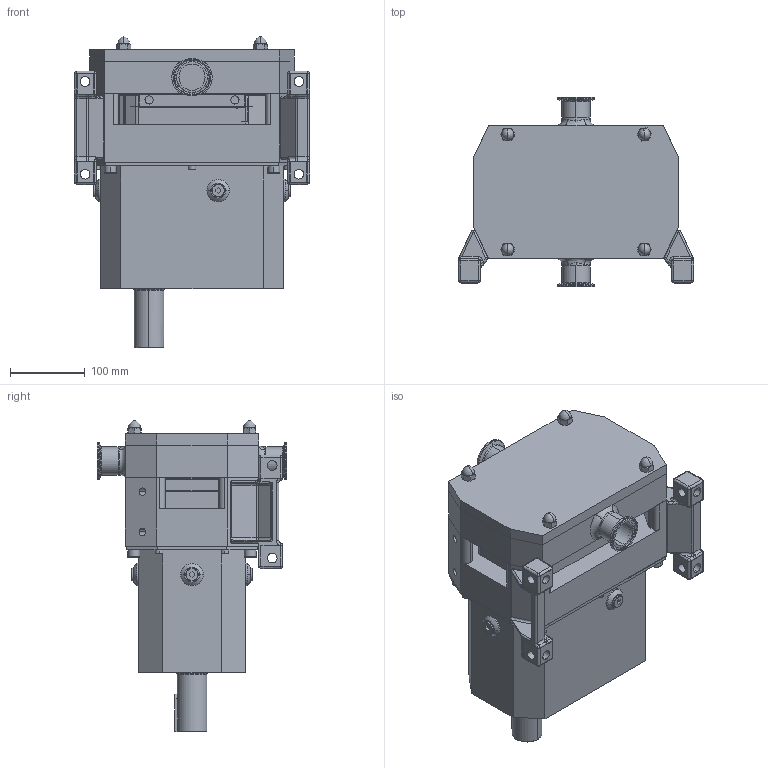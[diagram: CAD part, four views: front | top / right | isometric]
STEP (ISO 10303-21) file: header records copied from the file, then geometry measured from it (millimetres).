
FILE_DESCRIPTION (( 'STEP AP214' ), '1' );
FILE_NAME ('SLDS-TC-LEFT.STEP', '2022-05-13T13:09:53', ( '' ), ( '' ), 'SwSTEP 2.0', 'SolidWorks 2021', '' );
FILE_SCHEMA (( 'AUTOMOTIVE_DESIGN' ));
Length unit declared in the file: millimetre
Products named in the file (3): Copy of Z94-5121-22 - 1.5 INCH^GA4495; Copy of SLDS-0352 V LHD^GA4495; SLDS-TC-LEFT
Assembly tree (3 placements, depth 2):
  SLDS-TC-LEFT
    Copy of SLDS-0352 V LHD^GA4495
    Copy of Z94-5121-22 - 1.5 INCH^GA4495  x2
Bounding box: 314.96 x 254 x 416.35 mm (x, y, z)
Volume: 12400050.3 mm3; surface area: 1258805.2 mm2
Topology: 10 solids, 10 shells, 971 faces, 2373 edges, 1412 vertices
Faces by surface type: plane 372, cylinder 318, torus 108, cone 79, bspline 60, sphere 34
Entity records: 72510 total; most frequent: CARTESIAN_POINT 50680, ORIENTED_EDGE 4572, DIRECTION 4516, EDGE_CURVE 2286, AXIS2_PLACEMENT_3D 1693, VERTEX_POINT 1384, VECTOR 1130, LINE 1130
